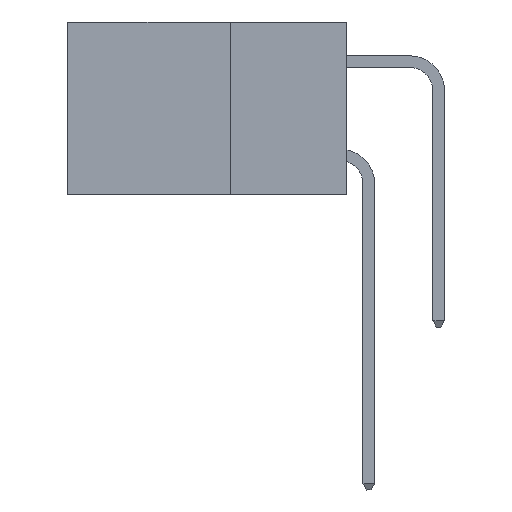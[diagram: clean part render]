
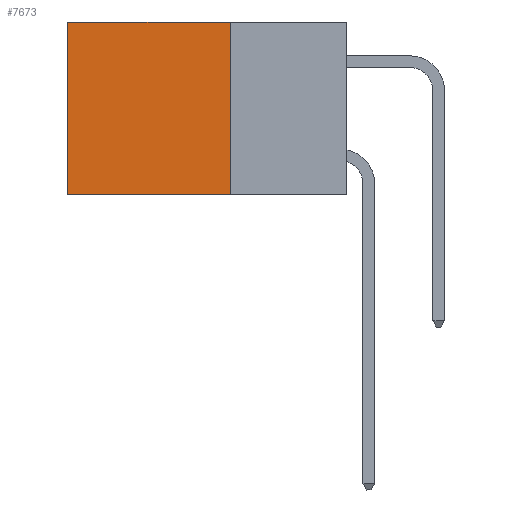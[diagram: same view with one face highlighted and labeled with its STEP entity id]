
A CAD part, left-side view. The second image highlights one B-rep face of the part: STEP entity #7673.
In plain terms, the highlighted planar face has unit normal (-1, 0, 0).
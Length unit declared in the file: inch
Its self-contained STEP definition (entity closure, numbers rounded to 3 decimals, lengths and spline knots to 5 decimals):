
#357 = EDGE_CURVE ( 'NONE', #4733, #7912, #4813, .T. ) ;
#587 = ORIENTED_EDGE ( 'NONE', *, *, #14212, .F. ) ;
#898 = ORIENTED_EDGE ( 'NONE', *, *, #13225, .F. ) ;
#1870 = DIRECTION ( 'NONE',  ( 0., 0., -1. ) ) ;
#2224 = CARTESIAN_POINT ( 'NONE',  ( 0.2875, 0.25, -0.37 ) ) ;
#2901 = VECTOR ( 'NONE', #17462, 39.37008 ) ;
#4733 = VERTEX_POINT ( 'NONE', #10173 ) ;
#4813 = LINE ( 'NONE', #11314, #20848 ) ;
#4952 = LINE ( 'NONE', #9973, #17329 ) ;
#5623 = CARTESIAN_POINT ( 'NONE',  ( 0.2875, 0.6, -0.37 ) ) ;
#5655 = ORIENTED_EDGE ( 'NONE', *, *, #7879, .T. ) ;
#6088 = LINE ( 'NONE', #7164, #10452 ) ;
#6521 = DIRECTION ( 'NONE',  ( 1., 0., 0. ) ) ;
#7164 = CARTESIAN_POINT ( 'NONE',  ( 0.2875, 0.25, 0. ) ) ;
#7509 = CARTESIAN_POINT ( 'NONE',  ( 0.2875, 0.25, 0. ) ) ;
#7670 = LINE ( 'NONE', #15810, #2901 ) ;
#7673 = ADVANCED_FACE ( 'NONE', ( #14474 ), #14688, .F. ) ;
#7879 = EDGE_CURVE ( 'NONE', #18779, #4733, #6088, .T. ) ;
#7912 = VERTEX_POINT ( 'NONE', #5623 ) ;
#9498 = AXIS2_PLACEMENT_3D ( 'NONE', #13087, #6521, #16283 ) ;
#9973 = CARTESIAN_POINT ( 'NONE',  ( 0.2875, 0.25, -0.37 ) ) ;
#10173 = CARTESIAN_POINT ( 'NONE',  ( 0.2875, 0.6, 0. ) ) ;
#10452 = VECTOR ( 'NONE', #16857, 39.37008 ) ;
#10737 = VERTEX_POINT ( 'NONE', #2224 ) ;
#11314 = CARTESIAN_POINT ( 'NONE',  ( 0.2875, 0.6, 0. ) ) ;
#11935 = EDGE_LOOP ( 'NONE', ( #12469, #898, #587, #5655 ) ) ;
#12469 = ORIENTED_EDGE ( 'NONE', *, *, #357, .T. ) ;
#13087 = CARTESIAN_POINT ( 'NONE',  ( 0.2875, 0.25, 0. ) ) ;
#13225 = EDGE_CURVE ( 'NONE', #10737, #7912, #4952, .T. ) ;
#13236 = DIRECTION ( 'NONE',  ( 0., 1., 0. ) ) ;
#14212 = EDGE_CURVE ( 'NONE', #18779, #10737, #7670, .T. ) ;
#14474 = FACE_OUTER_BOUND ( 'NONE', #11935, .T. ) ;
#14688 = PLANE ( 'NONE',  #9498 ) ;
#15810 = CARTESIAN_POINT ( 'NONE',  ( 0.2875, 0.25, 0. ) ) ;
#16283 = DIRECTION ( 'NONE',  ( 0., 0., -1. ) ) ;
#16857 = DIRECTION ( 'NONE',  ( 0., 1., 0. ) ) ;
#17329 = VECTOR ( 'NONE', #13236, 39.37008 ) ;
#17462 = DIRECTION ( 'NONE',  ( 0., 0., -1. ) ) ;
#18779 = VERTEX_POINT ( 'NONE', #7509 ) ;
#20848 = VECTOR ( 'NONE', #1870, 39.37008 ) ;
